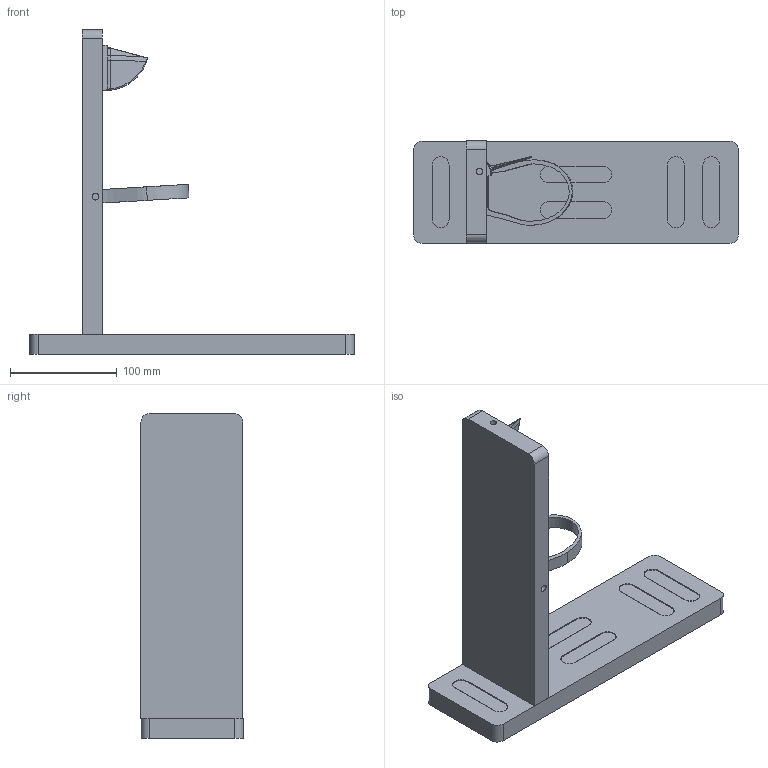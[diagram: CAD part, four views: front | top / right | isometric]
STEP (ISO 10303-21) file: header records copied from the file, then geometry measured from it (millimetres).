
FILE_DESCRIPTION(/* description */ ('STEP AP242','CAx-IF Rec.Pracs.---Representation and Presentation of Product Manufacturing Information (PMI)---4.0---2014-10-13','CAx-IF Rec.Pracs.---3D Tessellated Geometry---0.4---2014-09-14','2;1'),/* implementation_level */ '2;1');
FILE_NAME(/* name */ '63883d1010fd0a7a87dffd49',/* time_stamp */ '2022-12-01T05:35:13+00:00',/* author */ (''),/* organization */ (''),/* preprocessor_version */ 'ST-DEVELOPER v18.102',/* originating_system */ ' ',/* authorisation */ ' ');
FILE_SCHEMA (('AP242_MANAGED_MODEL_BASED_3D_ENGINEERING_MIM_LF { 1 0 10303 442 1 1 4 }'));
Length unit declared in the file: metre
Products named in the file (5): Assembly 1; Scooper; base; top; Knife
Assembly tree (4 placements, depth 2):
  Assembly 1
    Scooper
    base
    top
    Knife
Bounding box: 304.8 x 95.89 x 304.8 mm (x, y, z)
Volume: 998502.8 mm3; surface area: 168682.7 mm2
Topology: 4 solids, 4 shells, 139 faces, 357 edges, 234 vertices
Faces by surface type: plane 60, cylinder 50, bspline 27, torus 2
Full cylindrical faces by diameter (mm): 6.35 x6
Entity records: 4698 total; most frequent: CARTESIAN_POINT 1329, ORIENTED_EDGE 694, DIRECTION 627, EDGE_CURVE 347, VERTEX_POINT 230, AXIS2_PLACEMENT_3D 223, LINE 181, VECTOR 181
